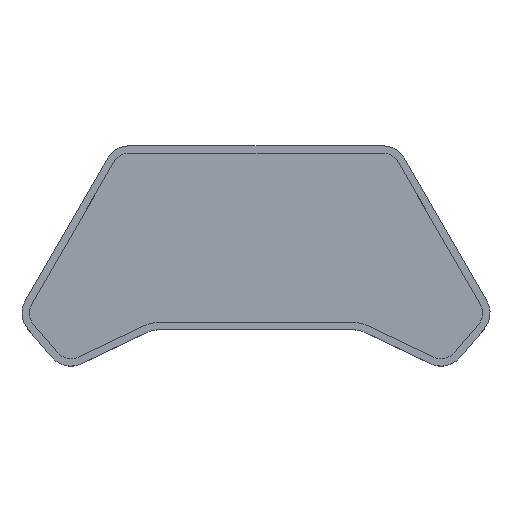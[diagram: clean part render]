
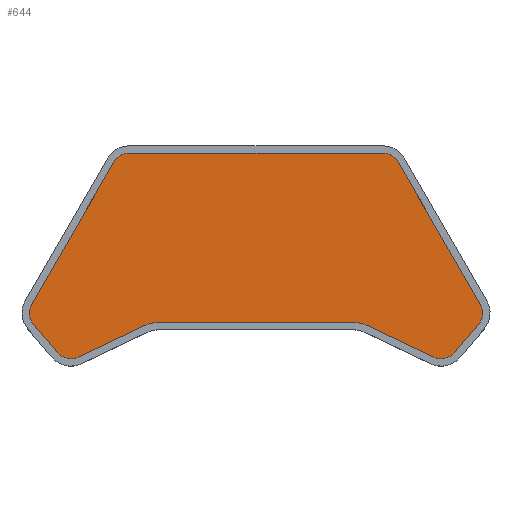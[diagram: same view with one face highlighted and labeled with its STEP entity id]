
A CAD part, top view. The second image highlights one B-rep face of the part: STEP entity #644.
In plain terms, the highlighted planar face has unit normal (0, 0, 1).
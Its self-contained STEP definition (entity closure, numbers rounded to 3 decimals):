
#25=PLANE('',#697);
#45=FACE_OUTER_BOUND('',#80,.T.);
#80=EDGE_LOOP('',(#442,#443,#444,#445,#446,#447,#448,#449,#450,#451,#452,
#453,#454,#455,#456,#457));
#118=LINE('',#987,#182);
#119=LINE('',#992,#183);
#120=LINE('',#996,#184);
#121=LINE('',#1000,#185);
#122=LINE('',#1004,#186);
#123=LINE('',#1008,#187);
#124=LINE('',#1012,#188);
#125=LINE('',#1015,#189);
#182=VECTOR('',#780,10.);
#183=VECTOR('',#785,10.);
#184=VECTOR('',#788,10.);
#185=VECTOR('',#791,10.);
#186=VECTOR('',#794,10.);
#187=VECTOR('',#797,10.);
#188=VECTOR('',#800,10.);
#189=VECTOR('',#803,10.);
#243=CIRCLE('',#695,7.);
#244=CIRCLE('',#698,7.);
#245=CIRCLE('',#699,13.);
#246=CIRCLE('',#700,13.);
#247=CIRCLE('',#701,7.);
#248=CIRCLE('',#702,7.);
#249=CIRCLE('',#703,7.);
#250=CIRCLE('',#704,7.);
#276=VERTEX_POINT('',#977);
#277=VERTEX_POINT('',#979);
#279=VERTEX_POINT('',#985);
#280=VERTEX_POINT('',#989);
#281=VERTEX_POINT('',#991);
#282=VERTEX_POINT('',#993);
#283=VERTEX_POINT('',#995);
#284=VERTEX_POINT('',#997);
#285=VERTEX_POINT('',#999);
#286=VERTEX_POINT('',#1001);
#287=VERTEX_POINT('',#1003);
#288=VERTEX_POINT('',#1005);
#289=VERTEX_POINT('',#1007);
#290=VERTEX_POINT('',#1009);
#291=VERTEX_POINT('',#1011);
#292=VERTEX_POINT('',#1013);
#340=EDGE_CURVE('',#277,#276,#243,.F.);
#344=EDGE_CURVE('',#279,#276,#118,.T.);
#345=EDGE_CURVE('',#279,#280,#244,.T.);
#346=EDGE_CURVE('',#281,#280,#119,.F.);
#347=EDGE_CURVE('',#281,#282,#245,.T.);
#348=EDGE_CURVE('',#283,#282,#120,.F.);
#349=EDGE_CURVE('',#283,#284,#246,.T.);
#350=EDGE_CURVE('',#285,#284,#121,.F.);
#351=EDGE_CURVE('',#285,#286,#247,.T.);
#352=EDGE_CURVE('',#287,#286,#122,.F.);
#353=EDGE_CURVE('',#287,#288,#248,.T.);
#354=EDGE_CURVE('',#289,#288,#123,.F.);
#355=EDGE_CURVE('',#289,#290,#249,.T.);
#356=EDGE_CURVE('',#291,#290,#124,.F.);
#357=EDGE_CURVE('',#291,#292,#250,.T.);
#358=EDGE_CURVE('',#277,#292,#125,.F.);
#442=ORIENTED_EDGE('',*,*,#340,.T.);
#443=ORIENTED_EDGE('',*,*,#344,.F.);
#444=ORIENTED_EDGE('',*,*,#345,.T.);
#445=ORIENTED_EDGE('',*,*,#346,.F.);
#446=ORIENTED_EDGE('',*,*,#347,.T.);
#447=ORIENTED_EDGE('',*,*,#348,.F.);
#448=ORIENTED_EDGE('',*,*,#349,.T.);
#449=ORIENTED_EDGE('',*,*,#350,.F.);
#450=ORIENTED_EDGE('',*,*,#351,.T.);
#451=ORIENTED_EDGE('',*,*,#352,.F.);
#452=ORIENTED_EDGE('',*,*,#353,.T.);
#453=ORIENTED_EDGE('',*,*,#354,.F.);
#454=ORIENTED_EDGE('',*,*,#355,.T.);
#455=ORIENTED_EDGE('',*,*,#356,.F.);
#456=ORIENTED_EDGE('',*,*,#357,.T.);
#457=ORIENTED_EDGE('',*,*,#358,.F.);
#644=ADVANCED_FACE('',(#45),#25,.T.);
#695=AXIS2_PLACEMENT_3D('',#980,#773,#774);
#697=AXIS2_PLACEMENT_3D('',#988,#781,#782);
#698=AXIS2_PLACEMENT_3D('',#990,#783,#784);
#699=AXIS2_PLACEMENT_3D('',#994,#786,#787);
#700=AXIS2_PLACEMENT_3D('',#998,#789,#790);
#701=AXIS2_PLACEMENT_3D('',#1002,#792,#793);
#702=AXIS2_PLACEMENT_3D('',#1006,#795,#796);
#703=AXIS2_PLACEMENT_3D('',#1010,#798,#799);
#704=AXIS2_PLACEMENT_3D('',#1014,#801,#802);
#773=DIRECTION('center_axis',(0.,0.,-1.));
#774=DIRECTION('ref_axis',(-0.996,-0.09,0.));
#780=DIRECTION('',(-0.648,0.762,0.));
#781=DIRECTION('center_axis',(0.,0.,1.));
#782=DIRECTION('ref_axis',(1.,0.,0.));
#783=DIRECTION('center_axis',(0.,0.,1.));
#784=DIRECTION('ref_axis',(-0.21,-0.978,0.));
#785=DIRECTION('',(0.904,0.428,0.));
#786=DIRECTION('center_axis',(0.,0.,-1.));
#787=DIRECTION('ref_axis',(-0.22,0.976,0.));
#788=DIRECTION('',(1.,0.,0.));
#789=DIRECTION('center_axis',(0.,0.,-1.));
#790=DIRECTION('ref_axis',(0.22,0.976,0.));
#791=DIRECTION('',(0.904,-0.428,0.));
#792=DIRECTION('center_axis',(0.,0.,1.));
#793=DIRECTION('ref_axis',(0.21,-0.978,0.));
#794=DIRECTION('',(0.648,0.762,0.));
#795=DIRECTION('center_axis',(0.,0.,1.));
#796=DIRECTION('ref_axis',(0.996,-0.09,0.));
#797=DIRECTION('',(-0.5,0.866,0.));
#798=DIRECTION('center_axis',(0.,0.,1.));
#799=DIRECTION('ref_axis',(0.5,0.866,0.));
#800=DIRECTION('',(-1.,0.,0.));
#801=DIRECTION('center_axis',(0.,0.,1.));
#802=DIRECTION('ref_axis',(-0.5,0.866,0.));
#803=DIRECTION('',(-0.5,-0.866,0.));
#977=CARTESIAN_POINT('',(-90.748,2.29,3.));
#979=CARTESIAN_POINT('',(-91.477,10.324,3.));
#980=CARTESIAN_POINT('Origin',(-85.415,6.824,3.));
#985=CARTESIAN_POINT('',(-80.853,-9.349,3.));
#987=CARTESIAN_POINT('',(-80.568,-9.684,3.));
#988=CARTESIAN_POINT('Origin',(0.,28.931,3.));
#989=CARTESIAN_POINT('',(-72.521,-11.14,3.));
#990=CARTESIAN_POINT('Origin',(-75.52,-4.815,3.));
#991=CARTESIAN_POINT('',(-45.345,1.746,3.));
#992=CARTESIAN_POINT('',(-38.627,4.932,3.));
#993=CARTESIAN_POINT('',(-39.775,3.,3.));
#994=CARTESIAN_POINT('Origin',(-39.775,-10.,3.));
#995=CARTESIAN_POINT('',(39.775,3.,3.));
#996=CARTESIAN_POINT('',(-21.013,3.,3.));
#997=CARTESIAN_POINT('',(45.345,1.746,3.));
#998=CARTESIAN_POINT('Origin',(39.775,-10.,3.));
#999=CARTESIAN_POINT('',(72.521,-11.14,3.));
#1000=CARTESIAN_POINT('',(20.556,13.501,3.));
#1001=CARTESIAN_POINT('',(80.853,-9.349,3.));
#1002=CARTESIAN_POINT('Origin',(75.52,-4.815,3.));
#1003=CARTESIAN_POINT('',(90.748,2.29,3.));
#1004=CARTESIAN_POINT('',(70.853,-21.112,3.));
#1005=CARTESIAN_POINT('',(91.477,10.324,3.));
#1006=CARTESIAN_POINT('Origin',(85.415,6.824,3.));
#1007=CARTESIAN_POINT('',(57.889,68.5,3.));
#1008=CARTESIAN_POINT('',(77.776,34.054,3.));
#1009=CARTESIAN_POINT('',(51.826,72.,3.));
#1010=CARTESIAN_POINT('Origin',(51.826,65.,3.));
#1011=CARTESIAN_POINT('',(-51.826,72.,3.));
#1012=CARTESIAN_POINT('',(28.8,72.,3.));
#1013=CARTESIAN_POINT('',(-57.889,68.5,3.));
#1014=CARTESIAN_POINT('Origin',(-51.826,65.,3.));
#1015=CARTESIAN_POINT('',(-57.776,68.695,3.));
